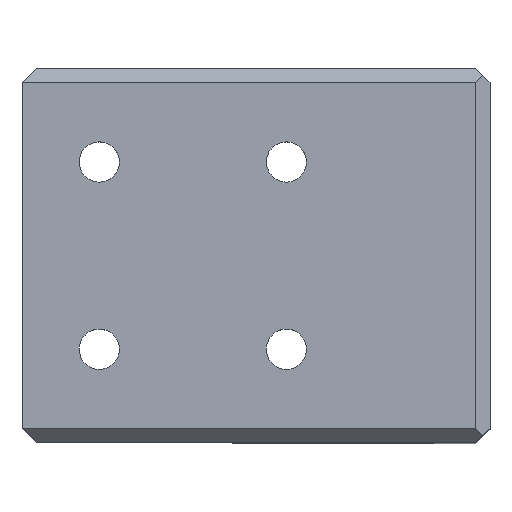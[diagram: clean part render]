
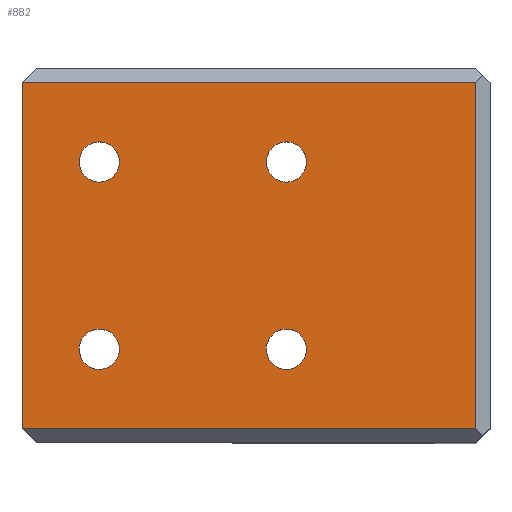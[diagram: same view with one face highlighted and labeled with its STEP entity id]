
A CAD part, top view. The second image highlights one B-rep face of the part: STEP entity #882.
In plain terms, the highlighted planar face has unit normal (0, 0, 1).
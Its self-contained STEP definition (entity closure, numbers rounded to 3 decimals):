
#59=FACE_BOUND('',#195,.T.);
#60=FACE_BOUND('',#196,.T.);
#61=FACE_BOUND('',#197,.T.);
#62=FACE_BOUND('',#198,.T.);
#84=PLANE('',#970);
#134=FACE_OUTER_BOUND('',#194,.T.);
#194=EDGE_LOOP('',(#768,#769,#770,#771));
#195=EDGE_LOOP('',(#772));
#196=EDGE_LOOP('',(#773));
#197=EDGE_LOOP('',(#774));
#198=EDGE_LOOP('',(#775));
#260=LINE('',#1759,#340);
#269=LINE('',#1778,#349);
#275=LINE('',#1788,#355);
#276=LINE('',#1790,#356);
#340=VECTOR('',#1144,10.);
#349=VECTOR('',#1159,10.);
#355=VECTOR('',#1167,10.);
#356=VECTOR('',#1170,10.);
#384=CIRCLE('',#926,2.15);
#386=CIRCLE('',#930,2.15);
#397=CIRCLE('',#957,2.15);
#398=CIRCLE('',#959,2.15);
#416=VERTEX_POINT('',#1261);
#418=VERTEX_POINT('',#1269);
#441=VERTEX_POINT('',#1712);
#442=VERTEX_POINT('',#1716);
#456=VERTEX_POINT('',#1756);
#457=VERTEX_POINT('',#1758);
#463=VERTEX_POINT('',#1775);
#464=VERTEX_POINT('',#1777);
#497=EDGE_CURVE('',#416,#416,#384,.T.);
#501=EDGE_CURVE('',#418,#418,#386,.T.);
#539=EDGE_CURVE('',#441,#441,#397,.T.);
#541=EDGE_CURVE('',#442,#442,#398,.T.);
#562=EDGE_CURVE('',#456,#457,#260,.T.);
#571=EDGE_CURVE('',#464,#463,#269,.T.);
#577=EDGE_CURVE('',#463,#457,#275,.T.);
#578=EDGE_CURVE('',#456,#464,#276,.T.);
#768=ORIENTED_EDGE('',*,*,#571,.T.);
#769=ORIENTED_EDGE('',*,*,#577,.T.);
#770=ORIENTED_EDGE('',*,*,#562,.F.);
#771=ORIENTED_EDGE('',*,*,#578,.T.);
#772=ORIENTED_EDGE('',*,*,#539,.F.);
#773=ORIENTED_EDGE('',*,*,#497,.F.);
#774=ORIENTED_EDGE('',*,*,#501,.F.);
#775=ORIENTED_EDGE('',*,*,#541,.F.);
#882=ADVANCED_FACE('',(#134,#59,#60,#61,#62),#84,.F.);
#926=AXIS2_PLACEMENT_3D('',#1262,#1032,#1033);
#930=AXIS2_PLACEMENT_3D('',#1270,#1042,#1043);
#957=AXIS2_PLACEMENT_3D('',#1713,#1105,#1106);
#959=AXIS2_PLACEMENT_3D('',#1717,#1110,#1111);
#970=AXIS2_PLACEMENT_3D('',#1789,#1168,#1169);
#1032=DIRECTION('center_axis',(0.,0.,
1.));
#1033=DIRECTION('ref_axis',(1.,0.,0.));
#1042=DIRECTION('center_axis',(0.,0.,
1.));
#1043=DIRECTION('ref_axis',(1.,0.,0.));
#1105=DIRECTION('center_axis',(0.,0.,
1.));
#1106=DIRECTION('ref_axis',(1.,0.,0.));
#1110=DIRECTION('center_axis',(0.,0.,
1.));
#1111=DIRECTION('ref_axis',(1.,0.,0.));
#1144=DIRECTION('',(0.,1.,0.));
#1159=DIRECTION('',(0.,1.,0.));
#1167=DIRECTION('',(-1.,0.,0.));
#1168=DIRECTION('center_axis',(0.,0.,
-1.));
#1169=DIRECTION('ref_axis',(-1.,0.,0.));
#1170=DIRECTION('',(1.,0.,0.));
#1261=CARTESIAN_POINT('',(628.1,18.398,653.5));
#1262=CARTESIAN_POINT('Origin',(630.25,18.398,653.5));
#1269=CARTESIAN_POINT('',(628.1,38.398,653.5));
#1270=CARTESIAN_POINT('Origin',(630.25,38.398,653.5));
#1712=CARTESIAN_POINT('',(648.1,38.398,653.5));
#1713=CARTESIAN_POINT('Origin',(650.25,38.398,653.5));
#1716=CARTESIAN_POINT('',(648.1,18.398,653.5));
#1717=CARTESIAN_POINT('Origin',(650.25,18.398,653.5));
#1756=CARTESIAN_POINT('',(622.,9.898,653.5));
#1758=CARTESIAN_POINT('',(622.,46.898,653.5));
#1759=CARTESIAN_POINT('',(622.,8.398,653.5));
#1775=CARTESIAN_POINT('',(670.5,46.898,653.5));
#1777=CARTESIAN_POINT('',(670.5,9.898,653.5));
#1778=CARTESIAN_POINT('',(670.5,8.398,653.5));
#1788=CARTESIAN_POINT('',(659.5,46.898,653.5));
#1789=CARTESIAN_POINT('Origin',(672.,8.398,653.5));
#1790=CARTESIAN_POINT('',(659.5,9.898,653.5));
